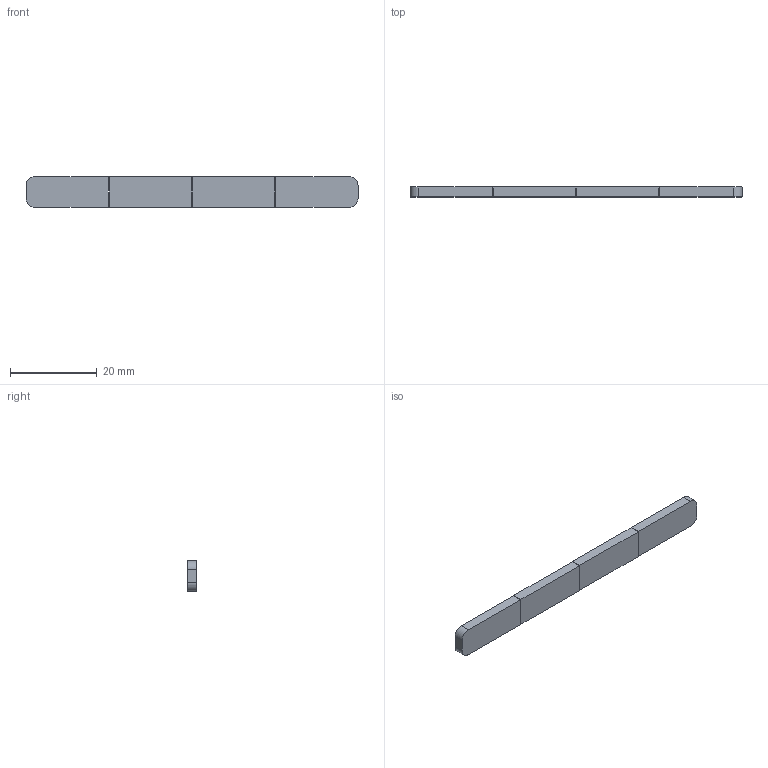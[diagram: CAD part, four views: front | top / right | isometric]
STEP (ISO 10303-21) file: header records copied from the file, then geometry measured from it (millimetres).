
FILE_DESCRIPTION(/* description */ ('Generated from Alias Stage'),/* implementation_level */ '2;1');
FILE_NAME(/* name */ 'buttons',/* time_stamp */ '2014-08-06T16:25:05-05:00',/* author */ (''),/* organization */ ('Alias Systems'),/* preprocessor_version */ 'ST-DEVELOPER v11',/* originating_system */ 'Autodesk OpenModel 2012',/* authorisation */ '');
FILE_SCHEMA (('AUTOMOTIVE_DESIGN { 1 2 10303 214 1 1 1 1 }'));
Length unit declared in the file: millimetre
Products named in the file (1): buttons
Bounding box: 76.6 x 2.3 x 7 mm (x, y, z)
Volume: 1215.7 mm3; surface area: 1527.6 mm2
Topology: 4 solids, 4 shells, 28 faces, 60 edges, 40 vertices
Faces by surface type: bspline 28
Entity records: 597 total; most frequent: CARTESIAN_POINT 257, ORIENTED_EDGE 120, EDGE_CURVE 60, VERTEX_POINT 40, EDGE_LOOP 28, FACE_OUTER_BOUND 28, ADVANCED_FACE 28, STYLED_ITEM 4
